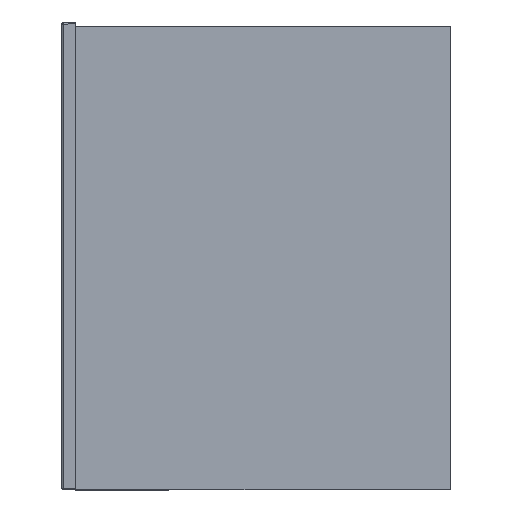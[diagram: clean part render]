
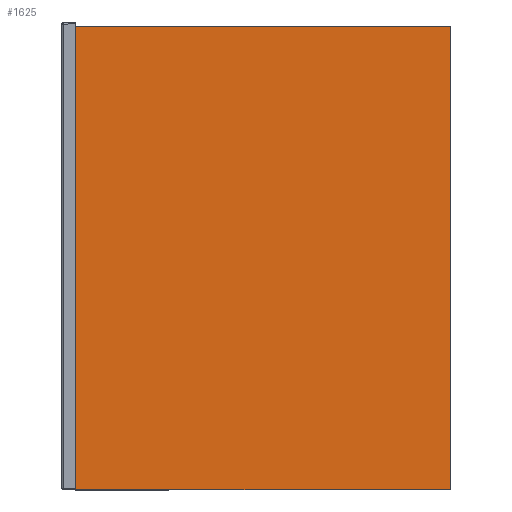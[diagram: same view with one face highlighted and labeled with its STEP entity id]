
A CAD part, left-side view. The second image highlights one B-rep face of the part: STEP entity #1625.
In plain terms, the highlighted face is planar.
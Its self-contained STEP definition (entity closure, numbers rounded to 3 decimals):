
#15 = EDGE_LOOP ( 'NONE', ( #12970, #16628, #7322, #14464 ) ) ;
#1070 = VECTOR ( 'NONE', #13337, 1000. ) ;
#1625 = ADVANCED_FACE ( 'NONE', ( #10965 ), #17864, .F. ) ;
#1980 = DIRECTION ( 'NONE',  ( 1., 0., 0. ) ) ;
#2522 = DIRECTION ( 'NONE',  ( 1., 0., 0. ) ) ;
#2856 = CARTESIAN_POINT ( 'NONE',  ( -247.5, 200., 33. ) ) ;
#4837 = VECTOR ( 'NONE', #1980, 1000. ) ;
#5914 = LINE ( 'NONE', #12676, #13106 ) ;
#7322 = ORIENTED_EDGE ( 'NONE', *, *, #16486, .T. ) ;
#8527 = CARTESIAN_POINT ( 'NONE',  ( 247.5, 200., 33. ) ) ;
#9001 = VERTEX_POINT ( 'NONE', #12988 ) ;
#9279 = DIRECTION ( 'NONE',  ( 0., 0., -1. ) ) ;
#10083 = LINE ( 'NONE', #22170, #4837 ) ;
#10965 = FACE_OUTER_BOUND ( 'NONE', #15, .T. ) ;
#10967 = LINE ( 'NONE', #17422, #17442 ) ;
#11031 = VERTEX_POINT ( 'NONE', #20199 ) ;
#12260 = EDGE_CURVE ( 'NONE', #22001, #11031, #10083, .T. ) ;
#12359 = EDGE_CURVE ( 'NONE', #11031, #15861, #10967, .T. ) ;
#12609 = EDGE_CURVE ( 'NONE', #15861, #9001, #5914, .T. ) ;
#12676 = CARTESIAN_POINT ( 'NONE',  ( -247.5, 200., 33. ) ) ;
#12970 = ORIENTED_EDGE ( 'NONE', *, *, #12359, .T. ) ;
#12988 = CARTESIAN_POINT ( 'NONE',  ( -247.5, 200., 33. ) ) ;
#13106 = VECTOR ( 'NONE', #19241, 1000. ) ;
#13337 = DIRECTION ( 'NONE',  ( 0., -1., 0. ) ) ;
#14464 = ORIENTED_EDGE ( 'NONE', *, *, #12260, .T. ) ;
#15861 = VERTEX_POINT ( 'NONE', #8527 ) ;
#16486 = EDGE_CURVE ( 'NONE', #9001, #22001, #18314, .T. ) ;
#16510 = CARTESIAN_POINT ( 'NONE',  ( 0., 0., 33. ) ) ;
#16628 = ORIENTED_EDGE ( 'NONE', *, *, #12609, .T. ) ;
#17422 = CARTESIAN_POINT ( 'NONE',  ( 247.5, 200., 33. ) ) ;
#17442 = VECTOR ( 'NONE', #17866, 1000. ) ;
#17864 = PLANE ( 'NONE',  #22240 ) ;
#17866 = DIRECTION ( 'NONE',  ( 0., 1., 0. ) ) ;
#18314 = LINE ( 'NONE', #2856, #1070 ) ;
#19241 = DIRECTION ( 'NONE',  ( -1., 0., 0. ) ) ;
#20199 = CARTESIAN_POINT ( 'NONE',  ( 247.5, -200., 33. ) ) ;
#21049 = CARTESIAN_POINT ( 'NONE',  ( -247.5, -200., 33. ) ) ;
#22001 = VERTEX_POINT ( 'NONE', #21049 ) ;
#22170 = CARTESIAN_POINT ( 'NONE',  ( -247.5, -200., 33. ) ) ;
#22240 = AXIS2_PLACEMENT_3D ( 'NONE', #16510, #9279, #2522 ) ;
